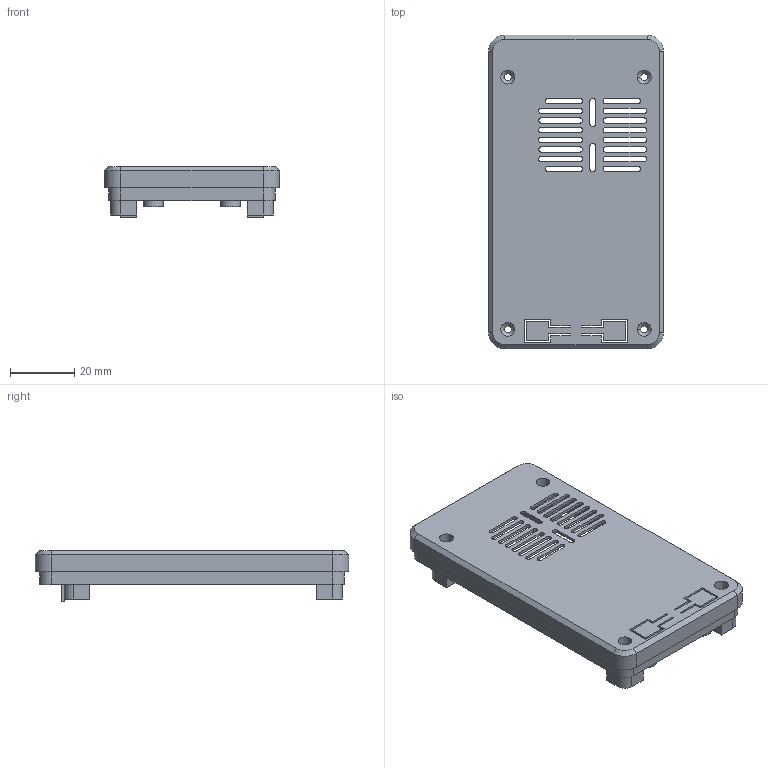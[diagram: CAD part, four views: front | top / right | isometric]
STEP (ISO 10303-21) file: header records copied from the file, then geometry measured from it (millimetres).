
FILE_DESCRIPTION (( 'STEP AP214' ), '1' );
FILE_NAME ('v3_m?t sau.STEP', '2025-12-04T04:40:38', ( '' ), ( '' ), 'SwSTEP 2.0', 'SolidWorks 2022', '' );
FILE_SCHEMA (( 'AUTOMOTIVE_DESIGN' ));
Length unit declared in the file: millimetre
Products named in the file (1): v3_m?t sau
Bounding box: 54.4 x 97.4 x 15.7 mm (x, y, z)
Volume: 13707.1 mm3; surface area: 18459.2 mm2
Topology: 1 solids, 1 shells, 285 faces, 800 edges, 520 vertices
Faces by surface type: plane 158, cylinder 109, cone 18
Entity records: 9423 total; most frequent: CARTESIAN_POINT 1773, ORIENTED_EDGE 1600, DIRECTION 1583, EDGE_CURVE 800, LINE 543, VECTOR 543, VERTEX_POINT 520, AXIS2_PLACEMENT_3D 520
